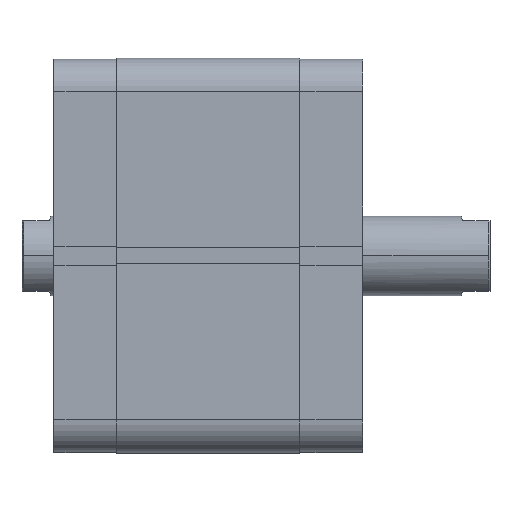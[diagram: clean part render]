
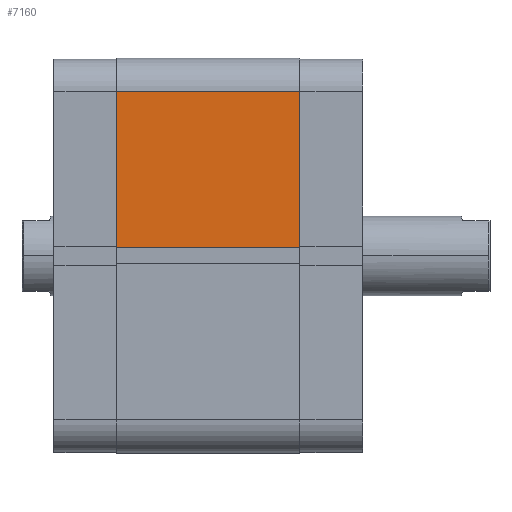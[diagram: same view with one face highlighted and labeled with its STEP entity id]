
A CAD part, top view. The second image highlights one B-rep face of the part: STEP entity #7160.
In plain terms, the highlighted face is planar.
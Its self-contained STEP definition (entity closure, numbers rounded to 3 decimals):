
#286 = VERTEX_POINT ( 'NONE', #5793 ) ;
#287 = VERTEX_POINT ( 'NONE', #5794 ) ;
#292 = VERTEX_POINT ( 'NONE', #5799 ) ;
#298 = VERTEX_POINT ( 'NONE', #5805 ) ;
#883 = EDGE_LOOP ( 'NONE', ( #994, #924, #1067, #995 ) ) ;
#924 = ORIENTED_EDGE ( 'NONE', *, *, #5195, .F. ) ;
#994 = ORIENTED_EDGE ( 'NONE', *, *, #5196, .F. ) ;
#995 = ORIENTED_EDGE ( 'NONE', *, *, #5191, .T. ) ;
#1067 = ORIENTED_EDGE ( 'NONE', *, *, #5186, .T. ) ;
#2834 = LINE ( 'NONE', #3781, #2835 ) ;
#2835 = VECTOR ( 'NONE', #3782, 1000. ) ;
#2839 = LINE ( 'NONE', #3780, #2843 ) ;
#2843 = VECTOR ( 'NONE', #3793, 1000. ) ;
#2846 = LINE ( 'NONE', #3789, #2850 ) ;
#2850 = VECTOR ( 'NONE', #3801, 1000. ) ;
#2851 = LINE ( 'NONE', #3802, #2852 ) ;
#2852 = VECTOR ( 'NONE', #3803, 1000. ) ;
#3311 = FACE_OUTER_BOUND ( 'NONE', #883, .T. ) ;
#3780 = CARTESIAN_POINT ( 'NONE',  ( -51.5, 62., -57.5 ) ) ;
#3781 = CARTESIAN_POINT ( 'NONE',  ( -51.5, 62., -57.5 ) ) ;
#3782 = DIRECTION ( 'NONE',  ( -1., 0., 0. ) ) ;
#3789 = CARTESIAN_POINT ( 'NONE',  ( -2.6, 62., -57.5 ) ) ;
#3793 = DIRECTION ( 'NONE',  ( 0., 0., 1. ) ) ;
#3801 = DIRECTION ( 'NONE',  ( 0., 0., 1. ) ) ;
#3802 = CARTESIAN_POINT ( 'NONE',  ( -51.5, 62., 0. ) ) ;
#3803 = DIRECTION ( 'NONE',  ( -1., 0., 0. ) ) ;
#4687 = CARTESIAN_POINT ( 'NONE',  ( -51.5, 62., -57.5 ) ) ;
#4688 = PLANE ( 'NONE',  #5618 ) ;
#4690 = DIRECTION ( 'NONE',  ( 0., 1., 0. ) ) ;
#4691 = DIRECTION ( 'NONE',  ( 0., 0., 1. ) ) ;
#5186 = EDGE_CURVE ( 'NONE', #286, #292, #2834, .T. ) ;
#5191 = EDGE_CURVE ( 'NONE', #292, #298, #2839, .T. ) ;
#5195 = EDGE_CURVE ( 'NONE', #286, #287, #2846, .T. ) ;
#5196 = EDGE_CURVE ( 'NONE', #287, #298, #2851, .T. ) ;
#5618 = AXIS2_PLACEMENT_3D ( 'NONE', #4687, #4690, #4691 ) ;
#5793 = CARTESIAN_POINT ( 'NONE',  ( -2.6, 62., -57.5 ) ) ;
#5794 = CARTESIAN_POINT ( 'NONE',  ( -2.6, 62., 0. ) ) ;
#5799 = CARTESIAN_POINT ( 'NONE',  ( -51.5, 62., -57.5 ) ) ;
#5805 = CARTESIAN_POINT ( 'NONE',  ( -51.5, 62., 0. ) ) ;
#7160 = ADVANCED_FACE ( 'NONE', ( #3311 ), #4688, .T. ) ;
